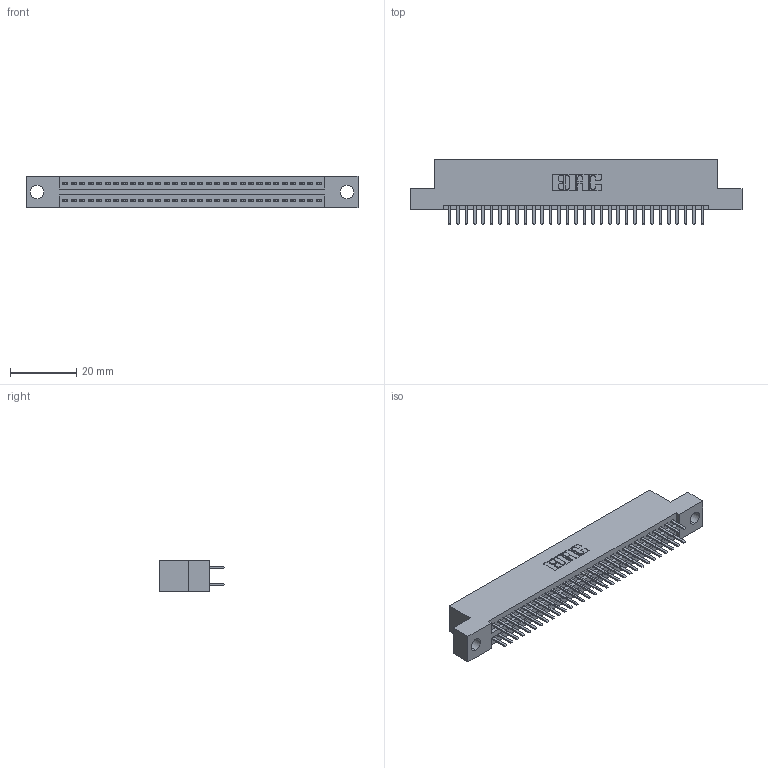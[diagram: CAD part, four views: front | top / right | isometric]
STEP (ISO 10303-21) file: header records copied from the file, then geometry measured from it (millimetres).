
FILE_DESCRIPTION (( 'STEP AP203' ), '1' );
FILE_NAME ('345-062-520-204.STEP', '2021-05-20T05:56:17', ( '' ), ( '' ), 'SwSTEP 2.0', 'SolidWorks 2020', '' );
FILE_SCHEMA (( 'CONFIG_CONTROL_DESIGN' ));
Length unit declared in the file: inch
Products named in the file (3): 345 Part_Flush Mounting Lugs - 0.156 Dia-TI; 345-062-520-204; 345-292-001_345-293-120
Assembly tree (63 placements, depth 2):
  345-062-520-204
    345 Part_Flush Mounting Lugs - 0.156 Dia-TI
    345-292-001_345-293-120  x62
Bounding box: 99.95 x 19.68 x 9.4 mm (x, y, z)
Volume: 9473.8 mm3; surface area: 13584.5 mm2
Topology: 63 solids, 63 shells, 3488 faces, 10111 edges, 6574 vertices
Faces by surface type: plane 2264, cylinder 1224
Entity records: 26337 total; most frequent: CARTESIAN_POINT 4442, ORIENTED_EDGE 4362, DIRECTION 3917, EDGE_CURVE 2181, VECTOR 1921, LINE 1921, VERTEX_POINT 1450, AXIS2_PLACEMENT_3D 998
